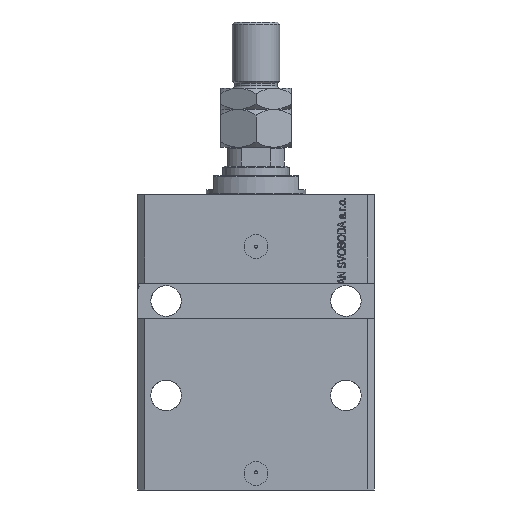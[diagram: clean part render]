
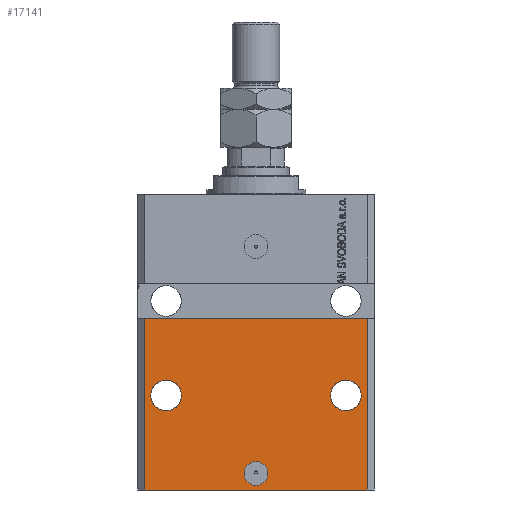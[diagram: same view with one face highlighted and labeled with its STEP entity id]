
A CAD part, front view. The second image highlights one B-rep face of the part: STEP entity #17141.
In plain terms, the highlighted planar face has unit normal (0, -1, 0).
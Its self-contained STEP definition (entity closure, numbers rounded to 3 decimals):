
#69 = ORIENTED_EDGE ( 'NONE', *, *, #11046, .F. ) ;
#117 = EDGE_CURVE ( 'NONE', #6196, #9418, #33948, .T. ) ;
#473 = EDGE_CURVE ( 'NONE', #12271, #45234, #37982, .T. ) ;
#1507 = DIRECTION ( 'NONE',  ( 1., 0., 0. ) ) ;
#2398 = CARTESIAN_POINT ( 'NONE',  ( 38., -37.5, -85. ) ) ;
#2961 = CIRCLE ( 'NONE', #31101, 6.5 ) ;
#3087 = ORIENTED_EDGE ( 'NONE', *, *, #49224, .T. ) ;
#3689 = VERTEX_POINT ( 'NONE', #49390 ) ;
#3823 = CIRCLE ( 'NONE', #23912, 5. ) ;
#5287 = LINE ( 'NONE', #19901, #8211 ) ;
#5976 = LINE ( 'NONE', #24122, #22123 ) ;
#6196 = VERTEX_POINT ( 'NONE', #44959 ) ;
#6766 = CARTESIAN_POINT ( 'NONE',  ( 38., -37.5, -85. ) ) ;
#7652 = CARTESIAN_POINT ( 'NONE',  ( 0., -37.5, -118. ) ) ;
#8110 = DIRECTION ( 'NONE',  ( 1., 0., 0. ) ) ;
#8211 = VECTOR ( 'NONE', #1507, 1000. ) ;
#8238 = ORIENTED_EDGE ( 'NONE', *, *, #42522, .F. ) ;
#8656 = CARTESIAN_POINT ( 'NONE',  ( -47., -37.5, -125. ) ) ;
#9190 = VERTEX_POINT ( 'NONE', #36082 ) ;
#9418 = VERTEX_POINT ( 'NONE', #18935 ) ;
#9731 = VERTEX_POINT ( 'NONE', #46060 ) ;
#10468 = EDGE_CURVE ( 'NONE', #9731, #3689, #20011, .T. ) ;
#10577 = CARTESIAN_POINT ( 'NONE',  ( -47., -37.5, -125. ) ) ;
#10657 = CIRCLE ( 'NONE', #47634, 6.5 ) ;
#11046 = EDGE_CURVE ( 'NONE', #46305, #23170, #5976, .T. ) ;
#12204 = DIRECTION ( 'NONE',  ( 0., 0., 1. ) ) ;
#12271 = VERTEX_POINT ( 'NONE', #28339 ) ;
#12488 = VECTOR ( 'NONE', #12204, 1000. ) ;
#12654 = CARTESIAN_POINT ( 'NONE',  ( -47., -37.5, -125. ) ) ;
#13407 = AXIS2_PLACEMENT_3D ( 'NONE', #12654, #42581, #8110 ) ;
#15392 = VERTEX_POINT ( 'NONE', #32270 ) ;
#16314 = AXIS2_PLACEMENT_3D ( 'NONE', #46698, #42657, #19285 ) ;
#17078 = DIRECTION ( 'NONE',  ( 0., 0., 1. ) ) ;
#17141 = ADVANCED_FACE ( 'NONE', ( #27242, #27993, #23964, #19694 ), #31769, .T. ) ;
#18551 = VECTOR ( 'NONE', #29195, 1000. ) ;
#18935 = CARTESIAN_POINT ( 'NONE',  ( 31.5, -37.5, -85. ) ) ;
#19064 = CIRCLE ( 'NONE', #47196, 5. ) ;
#19101 = DIRECTION ( 'NONE',  ( 1., 0., 0. ) ) ;
#19285 = DIRECTION ( 'NONE',  ( -1., 0., 0. ) ) ;
#19694 = FACE_OUTER_BOUND ( 'NONE', #22453, .T. ) ;
#19901 = CARTESIAN_POINT ( 'NONE',  ( -50., -37.5, -52.5 ) ) ;
#20011 = LINE ( 'NONE', #31081, #12488 ) ;
#20299 = ORIENTED_EDGE ( 'NONE', *, *, #42806, .F. ) ;
#22103 = DIRECTION ( 'NONE',  ( 0., -1., 0. ) ) ;
#22123 = VECTOR ( 'NONE', #17078, 1000. ) ;
#22131 = CARTESIAN_POINT ( 'NONE',  ( 0., -37.5, -118. ) ) ;
#22453 = EDGE_LOOP ( 'NONE', ( #43539, #69, #3087, #36182 ) ) ;
#23170 = VERTEX_POINT ( 'NONE', #48820 ) ;
#23912 = AXIS2_PLACEMENT_3D ( 'NONE', #22131, #33701, #44538 ) ;
#23964 = FACE_BOUND ( 'NONE', #47176, .T. ) ;
#24122 = CARTESIAN_POINT ( 'NONE',  ( -47., -37.5, -125. ) ) ;
#24714 = ORIENTED_EDGE ( 'NONE', *, *, #25349, .F. ) ;
#25349 = EDGE_CURVE ( 'NONE', #45234, #12271, #10657, .T. ) ;
#26561 = DIRECTION ( 'NONE',  ( -1., 0., 0. ) ) ;
#27146 = EDGE_LOOP ( 'NONE', ( #8238, #20299 ) ) ;
#27242 = FACE_BOUND ( 'NONE', #27146, .T. ) ;
#27531 = AXIS2_PLACEMENT_3D ( 'NONE', #6766, #22103, #19101 ) ;
#27993 = FACE_BOUND ( 'NONE', #47714, .T. ) ;
#28339 = CARTESIAN_POINT ( 'NONE',  ( -31.5, -37.5, -85. ) ) ;
#28593 = DIRECTION ( 'NONE',  ( 0., -1., 0. ) ) ;
#28624 = EDGE_CURVE ( 'NONE', #23170, #3689, #5287, .T. ) ;
#28954 = LINE ( 'NONE', #10577, #18551 ) ;
#29195 = DIRECTION ( 'NONE',  ( 1., 0., 0. ) ) ;
#31081 = CARTESIAN_POINT ( 'NONE',  ( 47., -37.5, -125. ) ) ;
#31101 = AXIS2_PLACEMENT_3D ( 'NONE', #2398, #28593, #40406 ) ;
#31769 = PLANE ( 'NONE',  #13407 ) ;
#32270 = CARTESIAN_POINT ( 'NONE',  ( 5., -37.5, -118. ) ) ;
#33701 = DIRECTION ( 'NONE',  ( 0., -1., 0. ) ) ;
#33807 = ORIENTED_EDGE ( 'NONE', *, *, #38397, .F. ) ;
#33948 = CIRCLE ( 'NONE', #27531, 6.5 ) ;
#35288 = ORIENTED_EDGE ( 'NONE', *, *, #473, .F. ) ;
#36082 = CARTESIAN_POINT ( 'NONE',  ( -5., -37.5, -118. ) ) ;
#36182 = ORIENTED_EDGE ( 'NONE', *, *, #10468, .T. ) ;
#37982 = CIRCLE ( 'NONE', #16314, 6.5 ) ;
#38366 = DIRECTION ( 'NONE',  ( 1., 0., 0. ) ) ;
#38397 = EDGE_CURVE ( 'NONE', #9418, #6196, #2961, .T. ) ;
#39656 = CARTESIAN_POINT ( 'NONE',  ( -44.5, -37.5, -85. ) ) ;
#40406 = DIRECTION ( 'NONE',  ( 1., 0., 0. ) ) ;
#41372 = DIRECTION ( 'NONE',  ( 0., -1., 0. ) ) ;
#42522 = EDGE_CURVE ( 'NONE', #15392, #9190, #19064, .T. ) ;
#42581 = DIRECTION ( 'NONE',  ( 0., -1., 0. ) ) ;
#42657 = DIRECTION ( 'NONE',  ( 0., -1., 0. ) ) ;
#42806 = EDGE_CURVE ( 'NONE', #9190, #15392, #3823, .T. ) ;
#43539 = ORIENTED_EDGE ( 'NONE', *, *, #28624, .F. ) ;
#44538 = DIRECTION ( 'NONE',  ( 1., 0., 0. ) ) ;
#44959 = CARTESIAN_POINT ( 'NONE',  ( 44.5, -37.5, -85. ) ) ;
#45191 = CARTESIAN_POINT ( 'NONE',  ( -38., -37.5, -85. ) ) ;
#45234 = VERTEX_POINT ( 'NONE', #39656 ) ;
#46060 = CARTESIAN_POINT ( 'NONE',  ( 47., -37.5, -125. ) ) ;
#46305 = VERTEX_POINT ( 'NONE', #8656 ) ;
#46698 = CARTESIAN_POINT ( 'NONE',  ( -38., -37.5, -85. ) ) ;
#47176 = EDGE_LOOP ( 'NONE', ( #35288, #24714 ) ) ;
#47196 = AXIS2_PLACEMENT_3D ( 'NONE', #7652, #41372, #38366 ) ;
#47634 = AXIS2_PLACEMENT_3D ( 'NONE', #45191, #48472, #26561 ) ;
#47714 = EDGE_LOOP ( 'NONE', ( #48128, #33807 ) ) ;
#48128 = ORIENTED_EDGE ( 'NONE', *, *, #117, .F. ) ;
#48472 = DIRECTION ( 'NONE',  ( 0., -1., 0. ) ) ;
#48820 = CARTESIAN_POINT ( 'NONE',  ( -47., -37.5, -52.5 ) ) ;
#49224 = EDGE_CURVE ( 'NONE', #46305, #9731, #28954, .T. ) ;
#49390 = CARTESIAN_POINT ( 'NONE',  ( 47., -37.5, -52.5 ) ) ;
